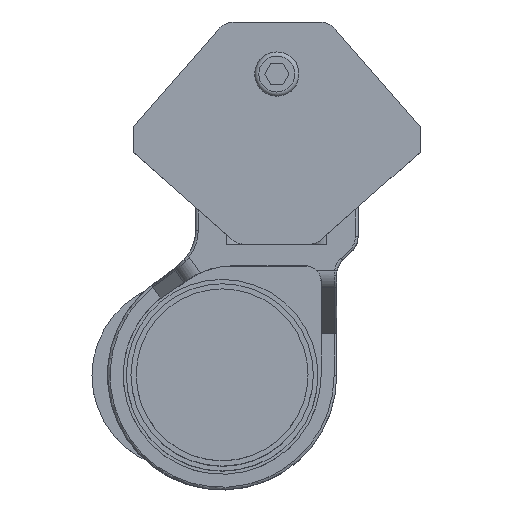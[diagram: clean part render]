
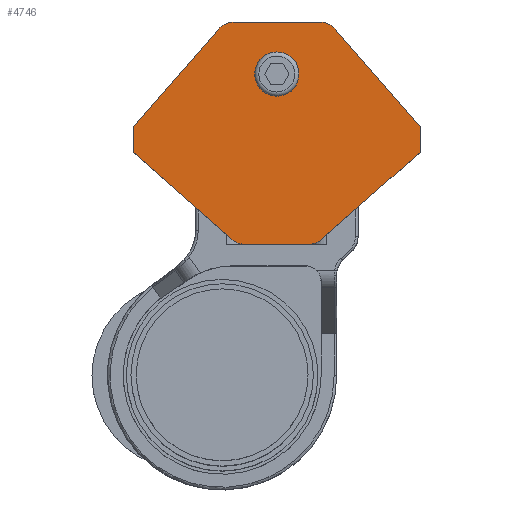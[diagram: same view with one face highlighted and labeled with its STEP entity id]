
A CAD part, top view. The second image highlights one B-rep face of the part: STEP entity #4746.
In plain terms, the highlighted face is planar.
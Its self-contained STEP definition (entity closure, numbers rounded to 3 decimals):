
#310=FACE_BOUND('',#816,.T.);
#402=PLANE('',#5159);
#521=FACE_OUTER_BOUND('',#815,.T.);
#815=EDGE_LOOP('',(#3315,#3316,#3317,#3318,#3319,#3320,#3321,#3322,#3323,
#3324,#3325,#3326));
#816=EDGE_LOOP('',(#3327));
#1184=LINE('',#7172,#1512);
#1191=LINE('',#7190,#1519);
#1197=LINE('',#7205,#1525);
#1202=LINE('',#7222,#1530);
#1206=LINE('',#7235,#1534);
#1207=LINE('',#7237,#1535);
#1208=LINE('',#7239,#1536);
#1209=LINE('',#7240,#1537);
#1512=VECTOR('',#5745,10.);
#1519=VECTOR('',#5762,10.);
#1525=VECTOR('',#5776,10.);
#1530=VECTOR('',#5793,10.);
#1534=VECTOR('',#5809,10.);
#1535=VECTOR('',#5812,10.);
#1536=VECTOR('',#5815,10.);
#1537=VECTOR('',#5816,10.);
#1826=CIRCLE('',#5134,4.);
#1829=CIRCLE('',#5140,4.);
#1830=CIRCLE('',#5143,4.);
#1834=CIRCLE('',#5150,4.);
#1835=CIRCLE('',#5153,2.75);
#2073=VERTEX_POINT('',#7159);
#2074=VERTEX_POINT('',#7160);
#2078=VERTEX_POINT('',#7170);
#2082=VERTEX_POINT('',#7183);
#2083=VERTEX_POINT('',#7185);
#2084=VERTEX_POINT('',#7189);
#2085=VERTEX_POINT('',#7193);
#2086=VERTEX_POINT('',#7194);
#2089=VERTEX_POINT('',#7203);
#2093=VERTEX_POINT('',#7215);
#2094=VERTEX_POINT('',#7217);
#2095=VERTEX_POINT('',#7221);
#2096=VERTEX_POINT('',#7225);
#2534=EDGE_CURVE('',#2073,#2074,#1826,.T.);
#2540=EDGE_CURVE('',#2073,#2078,#1184,.T.);
#2547=EDGE_CURVE('',#2082,#2083,#1829,.T.);
#2549=EDGE_CURVE('',#2084,#2083,#1191,.T.);
#2551=EDGE_CURVE('',#2085,#2086,#1830,.T.);
#2557=EDGE_CURVE('',#2089,#2085,#1197,.T.);
#2563=EDGE_CURVE('',#2093,#2094,#1834,.T.);
#2565=EDGE_CURVE('',#2094,#2095,#1202,.T.);
#2567=EDGE_CURVE('',#2096,#2096,#1835,.T.);
#2572=EDGE_CURVE('',#2074,#2082,#1206,.T.);
#2573=EDGE_CURVE('',#2086,#2093,#1207,.T.);
#2574=EDGE_CURVE('',#2078,#2095,#1208,.T.);
#2575=EDGE_CURVE('',#2089,#2084,#1209,.T.);
#3315=ORIENTED_EDGE('',*,*,#2534,.F.);
#3316=ORIENTED_EDGE('',*,*,#2540,.T.);
#3317=ORIENTED_EDGE('',*,*,#2574,.T.);
#3318=ORIENTED_EDGE('',*,*,#2565,.F.);
#3319=ORIENTED_EDGE('',*,*,#2563,.F.);
#3320=ORIENTED_EDGE('',*,*,#2573,.F.);
#3321=ORIENTED_EDGE('',*,*,#2551,.F.);
#3322=ORIENTED_EDGE('',*,*,#2557,.F.);
#3323=ORIENTED_EDGE('',*,*,#2575,.T.);
#3324=ORIENTED_EDGE('',*,*,#2549,.T.);
#3325=ORIENTED_EDGE('',*,*,#2547,.F.);
#3326=ORIENTED_EDGE('',*,*,#2572,.F.);
#3327=ORIENTED_EDGE('',*,*,#2567,.T.);
#4746=ADVANCED_FACE('',(#521,#310),#402,.T.);
#5134=AXIS2_PLACEMENT_3D('',#7161,#5735,#5736);
#5140=AXIS2_PLACEMENT_3D('',#7186,#5757,#5758);
#5143=AXIS2_PLACEMENT_3D('',#7195,#5766,#5767);
#5150=AXIS2_PLACEMENT_3D('',#7218,#5788,#5789);
#5153=AXIS2_PLACEMENT_3D('',#7226,#5797,#5798);
#5159=AXIS2_PLACEMENT_3D('',#7238,#5813,#5814);
#5735=DIRECTION('center_axis',(0.,0.,1.));
#5736=DIRECTION('ref_axis',(-0.354,-0.935,0.));
#5745=DIRECTION('',(-0.749,0.663,0.));
#5757=DIRECTION('center_axis',(0.,0.,1.));
#5758=DIRECTION('ref_axis',(0.354,-0.935,0.));
#5762=DIRECTION('',(-0.749,-0.663,0.));
#5766=DIRECTION('center_axis',(0.,0.,1.));
#5767=DIRECTION('ref_axis',(0.413,0.911,0.));
#5776=DIRECTION('',(-0.659,0.753,0.));
#5788=DIRECTION('center_axis',(0.,0.,1.));
#5789=DIRECTION('ref_axis',(-0.413,0.911,0.));
#5793=DIRECTION('',(-0.659,-0.753,0.));
#5797=DIRECTION('center_axis',(0.,0.,1.));
#5798=DIRECTION('ref_axis',(-1.,0.,0.));
#5809=DIRECTION('',(1.,0.,0.));
#5812=DIRECTION('',(-1.,0.,0.));
#5813=DIRECTION('center_axis',(0.,0.,-1.));
#5814=DIRECTION('ref_axis',(-1.,0.,0.));
#5815=DIRECTION('',(0.,1.,0.));
#5816=DIRECTION('',(0.,-1.,0.));
#7159=CARTESIAN_POINT('',(-427.799,261.93,17.437));
#7160=CARTESIAN_POINT('',(-425.148,260.926,17.437));
#7161=CARTESIAN_POINT('Origin',(-425.148,264.926,17.437));
#7170=CARTESIAN_POINT('',(-446.663,278.626,17.437));
#7172=CARTESIAN_POINT('',(-426.663,260.926,17.437));
#7183=CARTESIAN_POINT('',(-413.179,260.926,17.437));
#7185=CARTESIAN_POINT('',(-410.528,261.93,17.437));
#7186=CARTESIAN_POINT('Origin',(-413.179,264.926,17.437));
#7189=CARTESIAN_POINT('',(-391.663,278.626,17.437));
#7190=CARTESIAN_POINT('',(-391.663,278.626,17.437));
#7193=CARTESIAN_POINT('',(-407.968,302.26,17.437));
#7194=CARTESIAN_POINT('',(-410.978,303.626,17.437));
#7195=CARTESIAN_POINT('Origin',(-410.978,299.626,17.437));
#7203=CARTESIAN_POINT('',(-391.663,283.626,17.437));
#7205=CARTESIAN_POINT('',(-391.663,283.626,17.437));
#7215=CARTESIAN_POINT('',(-427.348,303.626,17.437));
#7217=CARTESIAN_POINT('',(-430.359,302.26,17.437));
#7218=CARTESIAN_POINT('Origin',(-427.348,299.626,17.437));
#7221=CARTESIAN_POINT('',(-446.663,283.626,17.437));
#7222=CARTESIAN_POINT('',(-429.163,303.626,17.437));
#7225=CARTESIAN_POINT('',(-416.413,293.626,17.437));
#7226=CARTESIAN_POINT('Origin',(-419.163,293.626,17.437));
#7235=CARTESIAN_POINT('',(-426.663,260.926,17.437));
#7237=CARTESIAN_POINT('',(-409.163,303.626,17.437));
#7238=CARTESIAN_POINT('Origin',(-411.663,273.626,17.437));
#7239=CARTESIAN_POINT('',(-446.663,283.626,17.437));
#7240=CARTESIAN_POINT('',(-391.663,283.626,17.437));
